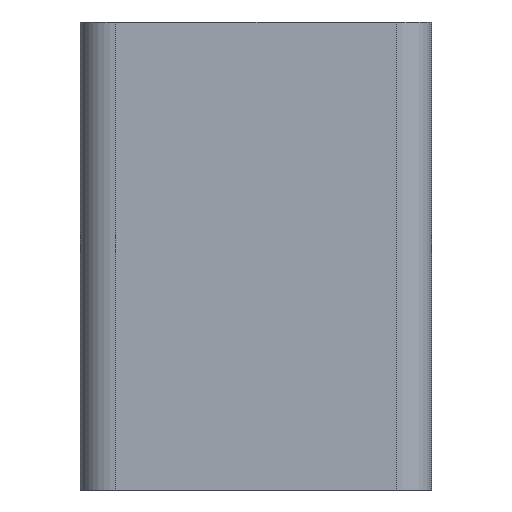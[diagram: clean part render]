
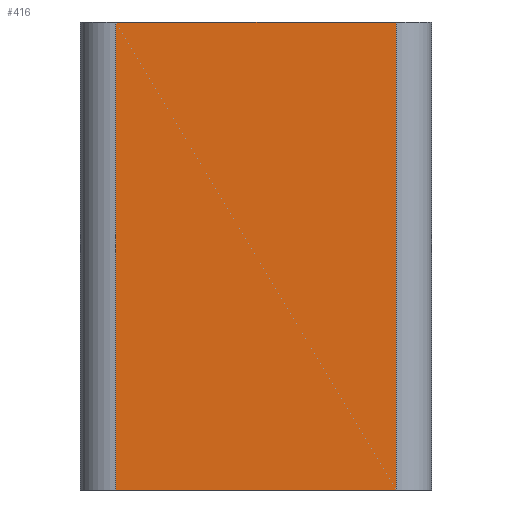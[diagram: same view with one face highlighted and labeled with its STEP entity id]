
A CAD part, front view. The second image highlights one B-rep face of the part: STEP entity #416.
In plain terms, the highlighted planar face has unit normal (0, -1, 0).
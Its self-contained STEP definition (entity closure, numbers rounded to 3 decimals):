
#34=PLANE('',#473);
#60=FACE_OUTER_BOUND('',#86,.T.);
#86=EDGE_LOOP('',(#373,#374,#375,#376));
#112=LINE('',#677,#152);
#119=LINE('',#699,#159);
#125=LINE('',#716,#165);
#127=LINE('',#719,#167);
#152=VECTOR('',#544,10.);
#159=VECTOR('',#571,10.);
#165=VECTOR('',#595,10.);
#167=VECTOR('',#599,10.);
#208=VERTEX_POINT('',#674);
#209=VERTEX_POINT('',#676);
#213=VERTEX_POINT('',#696);
#214=VERTEX_POINT('',#698);
#249=EDGE_CURVE('',#209,#208,#112,.T.);
#260=EDGE_CURVE('',#214,#213,#119,.T.);
#269=EDGE_CURVE('',#209,#213,#125,.T.);
#271=EDGE_CURVE('',#214,#208,#127,.T.);
#373=ORIENTED_EDGE('',*,*,#249,.T.);
#374=ORIENTED_EDGE('',*,*,#271,.F.);
#375=ORIENTED_EDGE('',*,*,#260,.T.);
#376=ORIENTED_EDGE('',*,*,#269,.F.);
#416=ADVANCED_FACE('',(#60),#34,.F.);
#473=AXIS2_PLACEMENT_3D('',#718,#597,#598);
#544=DIRECTION('',(0.,0.,1.));
#571=DIRECTION('',(0.,0.,-1.));
#595=DIRECTION('',(-1.,0.,0.));
#597=DIRECTION('center_axis',(0.,1.,0.));
#598=DIRECTION('ref_axis',(1.,0.,0.));
#599=DIRECTION('',(1.,0.,0.));
#674=CARTESIAN_POINT('',(54.,0.,0.));
#676=CARTESIAN_POINT('',(54.,0.,-80.));
#677=CARTESIAN_POINT('',(54.,0.,-20.));
#696=CARTESIAN_POINT('',(6.,0.,-80.));
#698=CARTESIAN_POINT('',(6.,0.,0.));
#699=CARTESIAN_POINT('',(6.,0.,-60.));
#716=CARTESIAN_POINT('',(60.,0.,-80.));
#718=CARTESIAN_POINT('Origin',(30.,0.,-40.));
#719=CARTESIAN_POINT('',(0.,0.,0.));
